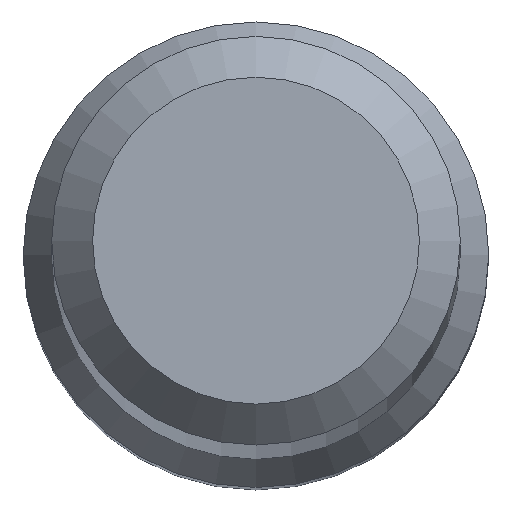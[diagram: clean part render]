
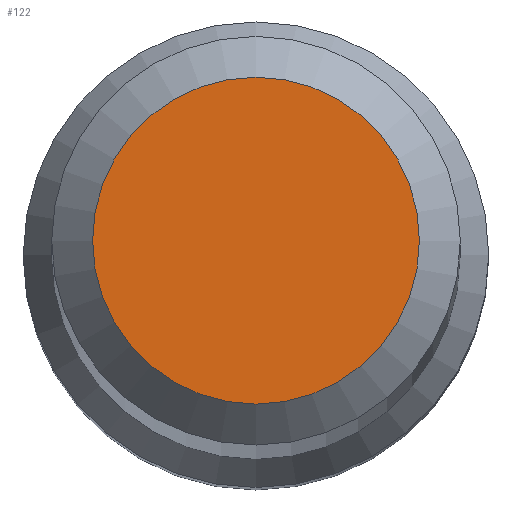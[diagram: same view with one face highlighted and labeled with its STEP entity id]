
A CAD part, top view. The second image highlights one B-rep face of the part: STEP entity #122.
In plain terms, the highlighted planar face has unit normal (0, 0, 1).
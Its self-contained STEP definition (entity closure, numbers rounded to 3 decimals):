
#1 = PLANE ( 'NONE',  #71 ) ;
#5 = EDGE_CURVE ( 'NONE', #91, #91, #26, .T. ) ;
#18 = DIRECTION ( 'NONE',  ( 0., 0., 1. ) ) ;
#26 = CIRCLE ( 'NONE', #158, 1.2 ) ;
#48 = CARTESIAN_POINT ( 'NONE',  ( 0., 0., 70. ) ) ;
#70 = CARTESIAN_POINT ( 'NONE',  ( 0., 0., 70. ) ) ;
#71 = AXIS2_PLACEMENT_3D ( 'NONE', #70, #18, #164 ) ;
#91 = VERTEX_POINT ( 'NONE', #184 ) ;
#122 = ADVANCED_FACE ( 'NONE', ( #123 ), #1, .T. ) ;
#123 = FACE_OUTER_BOUND ( 'NONE', #180, .T. ) ;
#135 = DIRECTION ( 'NONE',  ( 0., 0., -1. ) ) ;
#158 = AXIS2_PLACEMENT_3D ( 'NONE', #48, #135, #194 ) ;
#164 = DIRECTION ( 'NONE',  ( 0., -1., 0. ) ) ;
#180 = EDGE_LOOP ( 'NONE', ( #237 ) ) ;
#184 = CARTESIAN_POINT ( 'NONE',  ( 0., 1.2, 70. ) ) ;
#194 = DIRECTION ( 'NONE',  ( 0., 1., 0. ) ) ;
#237 = ORIENTED_EDGE ( 'NONE', *, *, #5, .F. ) ;
